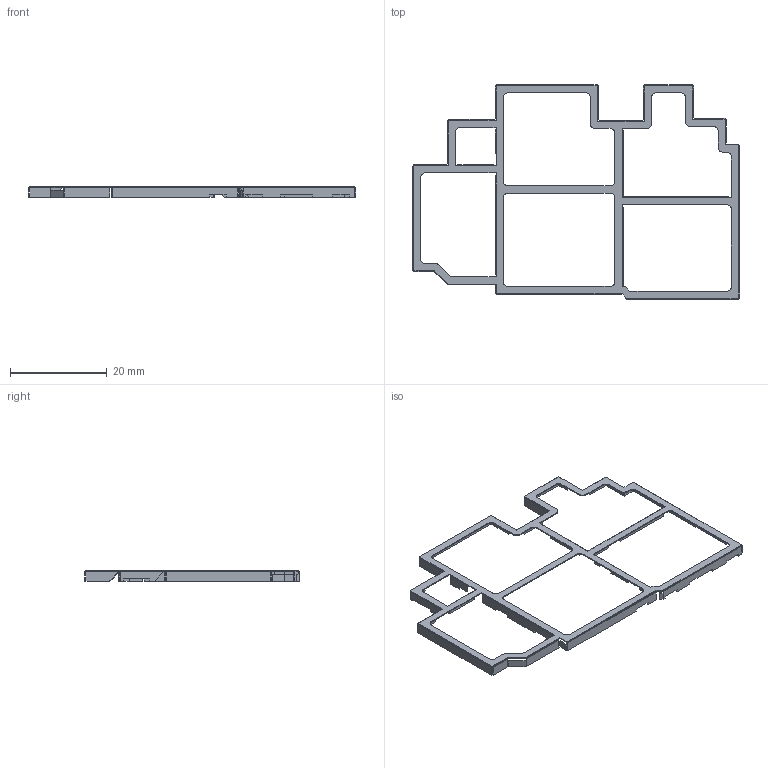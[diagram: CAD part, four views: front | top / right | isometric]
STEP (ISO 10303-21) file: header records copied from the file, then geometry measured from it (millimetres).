
FILE_DESCRIPTION(/* description */ (''),/* implementation_level */ '2;1');
FILE_NAME(/* name */ 'top-shield.step',/* time_stamp */ '2025-04-10T23:34:14-04:00',/* author */ (''),/* organization */ (''),/* preprocessor_version */ 'ST-DEVELOPER v20.1',/* originating_system */ 'Autodesk Translation Framework v14.4.0.0',/* authorisation */ '');
FILE_SCHEMA (('AUTOMOTIVE_DESIGN { 1 0 10303 214 3 1 1 }'));
Length unit declared in the file: millimetre
Products named in the file (30): Top shield v2; Frame; Component68; Component69; Component70; Component71; Component72; Component73; Component74; Component75; Component76; Component77; Component78; Component79; Component80; Component81; Component82; Component83; Component84; Component85; Component86; Component87; Component88; Component89; Component90; Component91; Component92; Component93; Component94; Component95
Assembly tree (29 placements, depth 2):
  Top shield v2
    Frame
    Component68
    Component69
    Component70
    Component71
    Component72
    Component73
    Component74
    Component75
    Component76
    Component77
    Component78
    Component79
    Component80
    Component81
    Component82
    Component83
    Component84
    Component85
    Component86
    Component87
    Component88
    Component89
    Component90
    Component91
    Component92
    Component93
    Component94
    Component95
Bounding box: 67.7 x 44.5 x 2.2 mm (x, y, z)
Volume: 218.4 mm3; surface area: 2463.4 mm2
Topology: 29 solids, 29 shells, 319 faces, 783 edges, 522 vertices
Faces by surface type: plane 282, cylinder 37
Entity records: 10244 total; most frequent: CARTESIAN_POINT 1683, DIRECTION 1613, ORIENTED_EDGE 1566, EDGE_CURVE 783, LINE 709, VECTOR 709, VERTEX_POINT 522, AXIS2_PLACEMENT_3D 452
